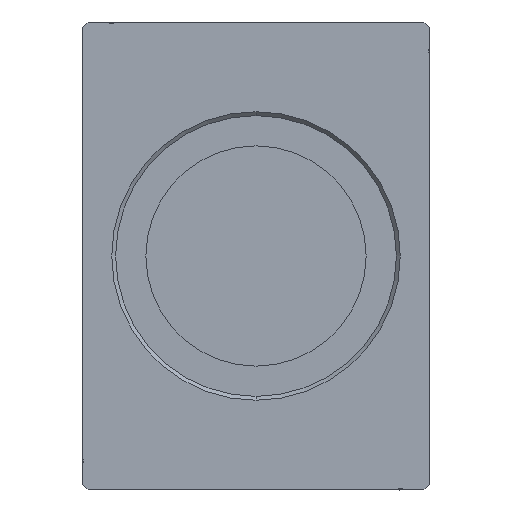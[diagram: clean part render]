
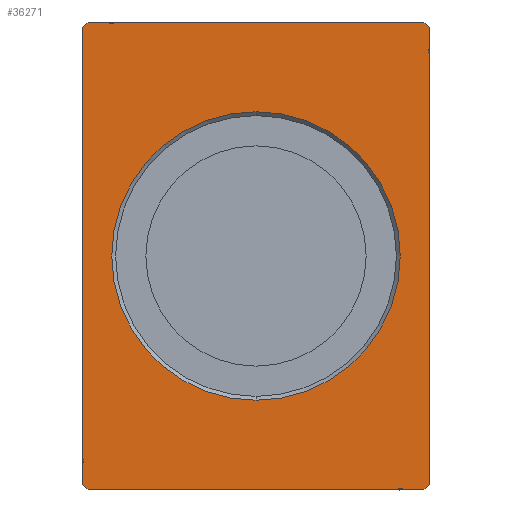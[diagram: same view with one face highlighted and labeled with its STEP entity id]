
A CAD part, left-side view. The second image highlights one B-rep face of the part: STEP entity #36271.
In plain terms, the highlighted planar face has unit normal (-1, 0, 0).
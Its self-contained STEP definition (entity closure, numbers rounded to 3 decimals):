
#94 = CARTESIAN_POINT ( 'NONE',  ( 0., 30.5, 42.5 ) ) ;
#539 = FACE_OUTER_BOUND ( 'NONE', #31789, .T. ) ;
#743 = PLANE ( 'NONE',  #6322 ) ;
#2183 = LINE ( 'NONE', #14790, #29512 ) ;
#2243 = EDGE_LOOP ( 'NONE', ( #40490, #34164 ) ) ;
#2274 = CARTESIAN_POINT ( 'NONE',  ( 0., 0., 0. ) ) ;
#2606 = EDGE_CURVE ( 'NONE', #10948, #30857, #34291, .T. ) ;
#3370 = DIRECTION ( 'NONE',  ( 0., 0., -1. ) ) ;
#3469 = CARTESIAN_POINT ( 'NONE',  ( 0., 0., 0. ) ) ;
#4173 = LINE ( 'NONE', #22958, #26601 ) ;
#6322 = AXIS2_PLACEMENT_3D ( 'NONE', #3469, #34897, #28472 ) ;
#6914 = LINE ( 'NONE', #94, #17569 ) ;
#7116 = CARTESIAN_POINT ( 'NONE',  ( 0., 30.5, -42.5 ) ) ;
#8576 = CIRCLE ( 'NONE', #38323, 26.2 ) ;
#8715 = DIRECTION ( 'NONE',  ( 0., 0., -1. ) ) ;
#8944 = DIRECTION ( 'NONE',  ( 0., 0., 1. ) ) ;
#8978 = LINE ( 'NONE', #24060, #19046 ) ;
#9357 = VERTEX_POINT ( 'NONE', #32779 ) ;
#9962 = DIRECTION ( 'NONE',  ( 0., 1., 0. ) ) ;
#10948 = VERTEX_POINT ( 'NONE', #36237 ) ;
#12129 = EDGE_CURVE ( 'NONE', #30857, #10948, #8576, .T. ) ;
#12736 = EDGE_CURVE ( 'NONE', #39644, #23712, #8978, .T. ) ;
#13091 = ORIENTED_EDGE ( 'NONE', *, *, #23768, .F. ) ;
#14086 = CARTESIAN_POINT ( 'NONE',  ( 0., -31.5, -41.5 ) ) ;
#14790 = CARTESIAN_POINT ( 'NONE',  ( 0., -30.5, 42.5 ) ) ;
#15079 = DIRECTION ( 'NONE',  ( 1., 0., 0. ) ) ;
#15768 = CARTESIAN_POINT ( 'NONE',  ( 0., 30.5, 42.5 ) ) ;
#15868 = FACE_BOUND ( 'NONE', #2243, .T. ) ;
#15903 = EDGE_CURVE ( 'NONE', #25306, #38709, #36493, .T. ) ;
#16091 = EDGE_CURVE ( 'NONE', #28874, #9357, #19873, .T. ) ;
#17569 = VECTOR ( 'NONE', #18704, 1000. ) ;
#17623 = ORIENTED_EDGE ( 'NONE', *, *, #35642, .F. ) ;
#17869 = DIRECTION ( 'NONE',  ( 0., 0.707, 0.707 ) ) ;
#18627 = CARTESIAN_POINT ( 'NONE',  ( 0., 0., 0. ) ) ;
#18704 = DIRECTION ( 'NONE',  ( 0., -1., 0. ) ) ;
#18855 = CARTESIAN_POINT ( 'NONE',  ( 0., 31.5, -41.5 ) ) ;
#19046 = VECTOR ( 'NONE', #17869, 1000. ) ;
#19049 = LINE ( 'NONE', #28974, #37190 ) ;
#19359 = VECTOR ( 'NONE', #8944, 1000. ) ;
#19873 = LINE ( 'NONE', #14086, #23082 ) ;
#20141 = VERTEX_POINT ( 'NONE', #39348 ) ;
#20967 = ORIENTED_EDGE ( 'NONE', *, *, #15903, .F. ) ;
#21575 = DIRECTION ( 'NONE',  ( 0., -0.707, -0.707 ) ) ;
#21716 = AXIS2_PLACEMENT_3D ( 'NONE', #18627, #31262, #8715 ) ;
#22567 = DIRECTION ( 'NONE',  ( 0., 0.707, -0.707 ) ) ;
#22921 = EDGE_CURVE ( 'NONE', #31131, #28874, #19049, .T. ) ;
#22958 = CARTESIAN_POINT ( 'NONE',  ( 0., -30.5, -42.5 ) ) ;
#23082 = VECTOR ( 'NONE', #22567, 1000. ) ;
#23712 = VERTEX_POINT ( 'NONE', #30461 ) ;
#23768 = EDGE_CURVE ( 'NONE', #23712, #25306, #25256, .T. ) ;
#23915 = EDGE_CURVE ( 'NONE', #9357, #39644, #4173, .T. ) ;
#24060 = CARTESIAN_POINT ( 'NONE',  ( 0., 30.5, -42.5 ) ) ;
#24207 = CARTESIAN_POINT ( 'NONE',  ( 0., 0., -26.2 ) ) ;
#24776 = DIRECTION ( 'NONE',  ( 0., 0., -1. ) ) ;
#25241 = ORIENTED_EDGE ( 'NONE', *, *, #23915, .F. ) ;
#25256 = LINE ( 'NONE', #18855, #19359 ) ;
#25306 = VERTEX_POINT ( 'NONE', #36806 ) ;
#26601 = VECTOR ( 'NONE', #9962, 1000. ) ;
#27639 = VECTOR ( 'NONE', #39609, 1000. ) ;
#27999 = ORIENTED_EDGE ( 'NONE', *, *, #38601, .F. ) ;
#28472 = DIRECTION ( 'NONE',  ( 0., 0., -1. ) ) ;
#28874 = VERTEX_POINT ( 'NONE', #35028 ) ;
#28974 = CARTESIAN_POINT ( 'NONE',  ( 0., -31.5, 41.5 ) ) ;
#29111 = ORIENTED_EDGE ( 'NONE', *, *, #16091, .F. ) ;
#29512 = VECTOR ( 'NONE', #21575, 1000. ) ;
#29773 = CARTESIAN_POINT ( 'NONE',  ( 0., -31.5, 41.5 ) ) ;
#30461 = CARTESIAN_POINT ( 'NONE',  ( 0., 31.5, -41.5 ) ) ;
#30857 = VERTEX_POINT ( 'NONE', #24207 ) ;
#31131 = VERTEX_POINT ( 'NONE', #29773 ) ;
#31262 = DIRECTION ( 'NONE',  ( 1., 0., 0. ) ) ;
#31789 = EDGE_LOOP ( 'NONE', ( #20967, #13091, #33620, #25241, #29111, #35793, #17623, #27999 ) ) ;
#32779 = CARTESIAN_POINT ( 'NONE',  ( 0., -30.5, -42.5 ) ) ;
#33620 = ORIENTED_EDGE ( 'NONE', *, *, #12736, .F. ) ;
#34164 = ORIENTED_EDGE ( 'NONE', *, *, #12129, .T. ) ;
#34291 = CIRCLE ( 'NONE', #21716, 26.2 ) ;
#34897 = DIRECTION ( 'NONE',  ( 1., 0., 0. ) ) ;
#35028 = CARTESIAN_POINT ( 'NONE',  ( 0., -31.5, -41.5 ) ) ;
#35642 = EDGE_CURVE ( 'NONE', #20141, #31131, #2183, .T. ) ;
#35793 = ORIENTED_EDGE ( 'NONE', *, *, #22921, .F. ) ;
#36237 = CARTESIAN_POINT ( 'NONE',  ( 0., 0., 26.2 ) ) ;
#36271 = ADVANCED_FACE ( 'NONE', ( #15868, #539 ), #743, .F. ) ;
#36493 = LINE ( 'NONE', #40216, #27639 ) ;
#36806 = CARTESIAN_POINT ( 'NONE',  ( 0., 31.5, 41.5 ) ) ;
#37190 = VECTOR ( 'NONE', #3370, 1000. ) ;
#38323 = AXIS2_PLACEMENT_3D ( 'NONE', #2274, #15079, #24776 ) ;
#38601 = EDGE_CURVE ( 'NONE', #38709, #20141, #6914, .T. ) ;
#38709 = VERTEX_POINT ( 'NONE', #15768 ) ;
#39348 = CARTESIAN_POINT ( 'NONE',  ( 0., -30.5, 42.5 ) ) ;
#39609 = DIRECTION ( 'NONE',  ( 0., -0.707, 0.707 ) ) ;
#39644 = VERTEX_POINT ( 'NONE', #7116 ) ;
#40216 = CARTESIAN_POINT ( 'NONE',  ( 0., 31.5, 41.5 ) ) ;
#40490 = ORIENTED_EDGE ( 'NONE', *, *, #2606, .T. ) ;
